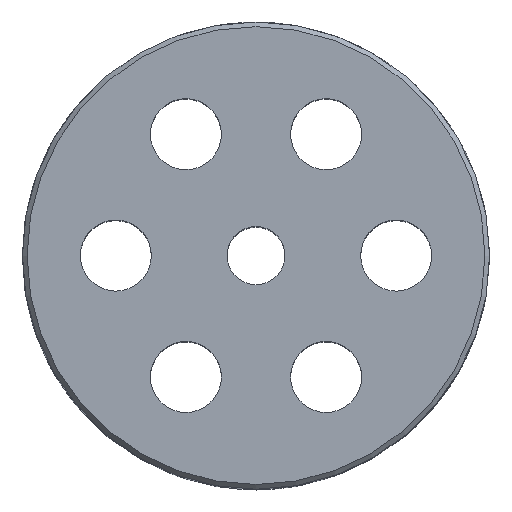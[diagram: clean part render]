
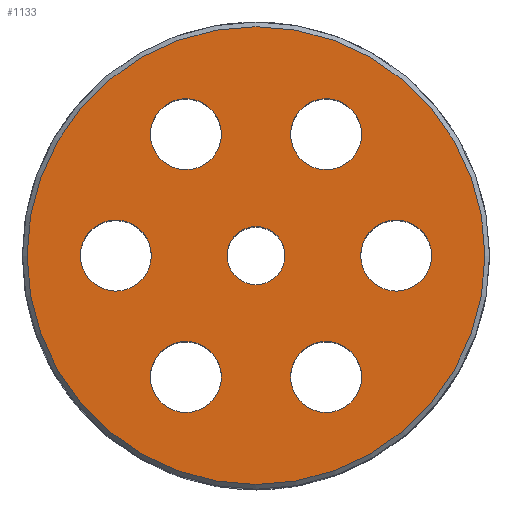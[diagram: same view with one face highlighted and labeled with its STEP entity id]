
A CAD part, top view. The second image highlights one B-rep face of the part: STEP entity #1133.
In plain terms, the highlighted planar face has unit normal (0, 0, 1).
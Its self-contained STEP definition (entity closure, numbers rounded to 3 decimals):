
#55=FACE_BOUND('',#209,.T.);
#56=FACE_BOUND('',#210,.T.);
#57=FACE_BOUND('',#211,.T.);
#58=FACE_BOUND('',#212,.T.);
#59=FACE_BOUND('',#213,.T.);
#60=FACE_BOUND('',#214,.T.);
#61=FACE_BOUND('',#215,.T.);
#70=PLANE('',#1228);
#99=CIRCLE('',#1227,24.5);
#100=CIRCLE('',#1229,3.1);
#101=CIRCLE('',#1230,3.8);
#102=CIRCLE('',#1231,3.8);
#103=CIRCLE('',#1232,3.8);
#104=CIRCLE('',#1233,3.8);
#105=CIRCLE('',#1234,3.8);
#106=CIRCLE('',#1235,3.8);
#132=FACE_OUTER_BOUND('',#208,.T.);
#208=EDGE_LOOP('',(#845));
#209=EDGE_LOOP('',(#846));
#210=EDGE_LOOP('',(#847));
#211=EDGE_LOOP('',(#848));
#212=EDGE_LOOP('',(#849));
#213=EDGE_LOOP('',(#850));
#214=EDGE_LOOP('',(#851));
#215=EDGE_LOOP('',(#852));
#550=VERTEX_POINT('',#1825);
#551=VERTEX_POINT('',#1829);
#552=VERTEX_POINT('',#1831);
#553=VERTEX_POINT('',#1833);
#554=VERTEX_POINT('',#1835);
#555=VERTEX_POINT('',#1837);
#556=VERTEX_POINT('',#1839);
#557=VERTEX_POINT('',#1841);
#664=EDGE_CURVE('',#550,#550,#99,.T.);
#666=EDGE_CURVE('',#551,#551,#100,.T.);
#667=EDGE_CURVE('',#552,#552,#101,.T.);
#668=EDGE_CURVE('',#553,#553,#102,.T.);
#669=EDGE_CURVE('',#554,#554,#103,.T.);
#670=EDGE_CURVE('',#555,#555,#104,.T.);
#671=EDGE_CURVE('',#556,#556,#105,.T.);
#672=EDGE_CURVE('',#557,#557,#106,.T.);
#845=ORIENTED_EDGE('',*,*,#664,.F.);
#846=ORIENTED_EDGE('',*,*,#666,.T.);
#847=ORIENTED_EDGE('',*,*,#667,.T.);
#848=ORIENTED_EDGE('',*,*,#668,.T.);
#849=ORIENTED_EDGE('',*,*,#669,.T.);
#850=ORIENTED_EDGE('',*,*,#670,.T.);
#851=ORIENTED_EDGE('',*,*,#671,.T.);
#852=ORIENTED_EDGE('',*,*,#672,.T.);
#1133=ADVANCED_FACE('',(#132,#55,#56,#57,#58,#59,#60,#61),#70,.T.);
#1227=AXIS2_PLACEMENT_3D('',#1826,#1347,#1348);
#1228=AXIS2_PLACEMENT_3D('',#1828,#1350,#1351);
#1229=AXIS2_PLACEMENT_3D('',#1830,#1352,#1353);
#1230=AXIS2_PLACEMENT_3D('',#1832,#1354,#1355);
#1231=AXIS2_PLACEMENT_3D('',#1834,#1356,#1357);
#1232=AXIS2_PLACEMENT_3D('',#1836,#1358,#1359);
#1233=AXIS2_PLACEMENT_3D('',#1838,#1360,#1361);
#1234=AXIS2_PLACEMENT_3D('',#1840,#1362,#1363);
#1235=AXIS2_PLACEMENT_3D('',#1842,#1364,#1365);
#1347=DIRECTION('center_axis',(0.,0.,-1.));
#1348=DIRECTION('ref_axis',(1.,0.,0.));
#1350=DIRECTION('center_axis',(0.,0.,1.));
#1351=DIRECTION('ref_axis',(1.,0.,0.));
#1352=DIRECTION('center_axis',(0.,0.,-1.));
#1353=DIRECTION('ref_axis',(1.,0.,0.));
#1354=DIRECTION('center_axis',(0.,0.,-1.));
#1355=DIRECTION('ref_axis',(-1.,0.,0.));
#1356=DIRECTION('center_axis',(0.,0.,-1.));
#1357=DIRECTION('ref_axis',(-1.,0.,0.));
#1358=DIRECTION('center_axis',(0.,0.,-1.));
#1359=DIRECTION('ref_axis',(-1.,0.,0.));
#1360=DIRECTION('center_axis',(0.,0.,-1.));
#1361=DIRECTION('ref_axis',(-1.,0.,0.));
#1362=DIRECTION('center_axis',(0.,0.,-1.));
#1363=DIRECTION('ref_axis',(-1.,0.,0.));
#1364=DIRECTION('center_axis',(0.,0.,-1.));
#1365=DIRECTION('ref_axis',(-1.,0.,0.));
#1825=CARTESIAN_POINT('',(-24.5,0.,50.));
#1826=CARTESIAN_POINT('Origin',(0.,0.,50.));
#1828=CARTESIAN_POINT('Origin',(0.,0.,50.));
#1829=CARTESIAN_POINT('',(-3.1,0.,50.));
#1830=CARTESIAN_POINT('Origin',(0.,0.,50.));
#1831=CARTESIAN_POINT('',(-3.7,12.99,50.));
#1832=CARTESIAN_POINT('Origin',(-7.5,12.99,50.));
#1833=CARTESIAN_POINT('',(-3.7,-12.99,50.));
#1834=CARTESIAN_POINT('Origin',(-7.5,-12.99,50.));
#1835=CARTESIAN_POINT('',(11.3,-12.99,50.));
#1836=CARTESIAN_POINT('Origin',(7.5,-12.99,50.));
#1837=CARTESIAN_POINT('',(11.3,12.99,50.));
#1838=CARTESIAN_POINT('Origin',(7.5,12.99,50.));
#1839=CARTESIAN_POINT('',(-11.2,0.,50.));
#1840=CARTESIAN_POINT('Origin',(-15.,0.,50.));
#1841=CARTESIAN_POINT('',(18.8,0.,50.));
#1842=CARTESIAN_POINT('Origin',(15.,0.,50.));
